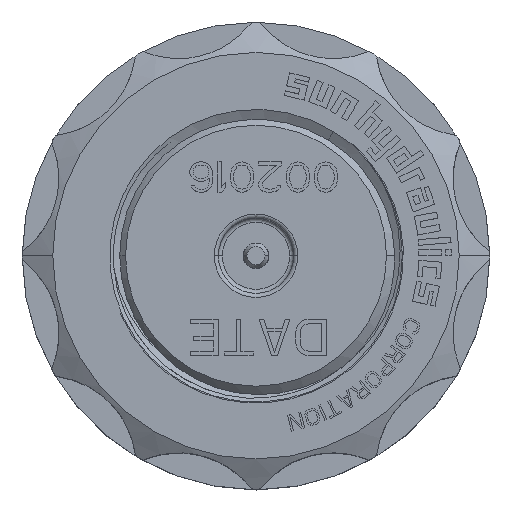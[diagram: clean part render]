
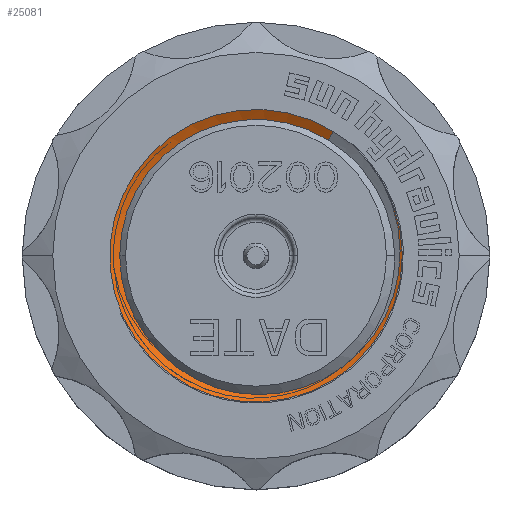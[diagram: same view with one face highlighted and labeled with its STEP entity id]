
A CAD part, top view. The second image highlights one B-rep face of the part: STEP entity #25081.
In plain terms, the highlighted conical face has half-angle 60 degrees and reference radius 8.83 mm.
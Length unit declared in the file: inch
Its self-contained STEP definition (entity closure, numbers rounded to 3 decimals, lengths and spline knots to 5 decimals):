
#20=CARTESIAN_POINT('',(0.27717,0.22974,8.417));
#22=CARTESIAN_POINT('',(0.19092,0.30521,8.417));
#2936=CARTESIAN_POINT('',(-0.2352,-0.23893,
8.40273));
#2938=CARTESIAN_POINT('',(0.,0.,8.40273));
#2939=DIRECTION('',(0.,0.,1.));
#2940=DIRECTION('',(-1.,0.,0.));
#2941=AXIS2_PLACEMENT_3D('',#2938,#2939,#2940);
#2993=CARTESIAN_POINT('',(-0.2352,-0.23893,
8.40273));
#2994=CARTESIAN_POINT('',(-0.23043,-0.24386,
8.40282));
#2995=CARTESIAN_POINT('',(-0.22059,-0.25343,
8.40301));
#2996=CARTESIAN_POINT('',(-0.20495,-0.26687,
8.4033));
#2997=CARTESIAN_POINT('',(-0.18848,-0.27934,
8.40359));
#2998=CARTESIAN_POINT('',(-0.17129,-0.29078,
8.40388));
#2999=CARTESIAN_POINT('',(-0.15338,-0.30117,
8.40416));
#3000=CARTESIAN_POINT('',(-0.13486,-0.31045,
8.40445));
#3001=CARTESIAN_POINT('',(-0.1158,-0.31858,
8.40474));
#3002=CARTESIAN_POINT('',(-0.09622,-0.32555,
8.40503));
#3003=CARTESIAN_POINT('',(-0.07627,-0.3313,
8.40531));
#3004=CARTESIAN_POINT('',(-0.05596,-0.33584,
8.4056));
#3005=CARTESIAN_POINT('',(-0.03539,-0.33912,
8.40589));
#3006=CARTESIAN_POINT('',(-0.01465,-0.34115,
8.40617));
#3007=CARTESIAN_POINT('',(0.00623,-0.3419,
8.40646));
#3008=CARTESIAN_POINT('',(0.0271,-0.34138,
8.40675));
#3009=CARTESIAN_POINT('',(0.04795,-0.33958,
8.40703));
#3010=CARTESIAN_POINT('',(0.06868,-0.33651,
8.40732));
#3011=CARTESIAN_POINT('',(0.08917,-0.33218,
8.40761));
#3012=CARTESIAN_POINT('',(0.10942,-0.3266,
8.40789));
#3013=CARTESIAN_POINT('',(0.12928,-0.31979,
8.40818));
#3014=CARTESIAN_POINT('',(0.14872,-0.31178,
8.40847));
#3015=CARTESIAN_POINT('',(0.16768,-0.30257,
8.40875));
#3016=CARTESIAN_POINT('',(0.18602,-0.29224,
8.40904));
#3017=CARTESIAN_POINT('',(0.20376,-0.28078,
8.40932));
#3018=CARTESIAN_POINT('',(0.22077,-0.26825,
8.40961));
#3019=CARTESIAN_POINT('',(0.23699,-0.25471,
8.40989));
#3020=CARTESIAN_POINT('',(0.2524,-0.24016,
8.41018));
#3021=CARTESIAN_POINT('',(0.26688,-0.22473,
8.41046));
#3022=CARTESIAN_POINT('',(0.28044,-0.2084,
8.41075));
#3023=CARTESIAN_POINT('',(0.29299,-0.19125,
8.41104));
#3024=CARTESIAN_POINT('',(0.30447,-0.17339,
8.41132));
#3025=CARTESIAN_POINT('',(0.31488,-0.1548,
8.41161));
#3026=CARTESIAN_POINT('',(0.32413,-0.13563,
8.41189));
#3027=CARTESIAN_POINT('',(0.33222,-0.1159,
8.41217));
#3028=CARTESIAN_POINT('',(0.33911,-0.09568,
8.41246));
#3029=CARTESIAN_POINT('',(0.34476,-0.07509,
8.41274));
#3030=CARTESIAN_POINT('',(0.34916,-0.05414,
8.41303));
#3031=CARTESIAN_POINT('',(0.35229,-0.03296,
8.41331));
#3032=CARTESIAN_POINT('',(0.35413,-0.01161,
8.4136));
#3033=CARTESIAN_POINT('',(0.35468,0.00986,
8.41388));
#3034=CARTESIAN_POINT('',(0.35392,0.03131,
8.41416));
#3035=CARTESIAN_POINT('',(0.35187,0.05273,
8.41445));
#3036=CARTESIAN_POINT('',(0.34852,0.074,
8.41473));
#3037=CARTESIAN_POINT('',(0.34389,0.09502,
8.41502));
#3038=CARTESIAN_POINT('',(0.33799,0.11579,
8.4153));
#3039=CARTESIAN_POINT('',(0.33084,0.13615,
8.41558));
#3040=CARTESIAN_POINT('',(0.32247,0.15608,
8.41587));
#3041=CARTESIAN_POINT('',(0.31289,0.1755,
8.41615));
#3042=CARTESIAN_POINT('',(0.30216,0.19429,
8.41643));
#3043=CARTESIAN_POINT('',(0.29029,0.21246,
8.41672));
#3044=CARTESIAN_POINT('',(0.28166,0.22406,
8.41691));
#3045=CARTESIAN_POINT('',(0.27717,0.22974,8.417));
#3047=CARTESIAN_POINT('',(0.,0.,8.417));
#3048=DIRECTION('',(0.,0.,-1.));
#3049=DIRECTION('',(0.77,0.638,0.));
#3050=AXIS2_PLACEMENT_3D('',#3047,#3048,#3049);
#3052=DIRECTION('',(0.459,0.734,0.5));
#3053=VECTOR('',#3052,0.02855);
#3054=CARTESIAN_POINT('',(0.1778,0.28425,
8.40273));
#3055=LINE('',#3054,#3053);
#3056=CARTESIAN_POINT('',(0.1778,0.28425,
8.40273));
#3082=CARTESIAN_POINT('',(0.,0.,8.40273));
#3083=DIRECTION('',(0.,0.,1.));
#3084=DIRECTION('',(0.53,0.848,0.));
#3085=AXIS2_PLACEMENT_3D('',#3082,#3083,#3084);
#20568=VERTEX_POINT('',#20);
#20569=VERTEX_POINT('',#22);
#22371=VERTEX_POINT('',#3056);
#22373=CARTESIAN_POINT('',(-0.33527,0.,8.40273));
#22374=VERTEX_POINT('',#22373);
#22376=VERTEX_POINT('',#2936);
#25067=CARTESIAN_POINT('',(0.,0.,8.40986));
#25068=DIRECTION('',(0.,0.,1.));
#25069=DIRECTION('',(-1.,0.,0.));
#25070=AXIS2_PLACEMENT_3D('',#25067,#25068,#25069);
#25071=CONICAL_SURFACE('',#25070,0.34764,60.);
#25073=ORIENTED_EDGE('',*,*,#25072,.T.);
#25074=ORIENTED_EDGE('',*,*,#25053,.T.);
#25075=ORIENTED_EDGE('',*,*,#25025,.T.);
#25076=ORIENTED_EDGE('',*,*,#22949,.T.);
#25078=ORIENTED_EDGE('',*,*,#25077,.F.);
#25079=EDGE_LOOP('',(#25073,#25074,#25075,#25076,#25078));
#25080=FACE_OUTER_BOUND('',#25079,.F.);
#25081=ADVANCED_FACE('',(#25080),#25071,.F.);
#2942=CIRCLE('',#2941,0.33527);
#3046=B_SPLINE_CURVE_WITH_KNOTS('',3,(#2993,#2994,#2995,#2996,#2997,#2998,#2999,
#3000,#3001,#3002,#3003,#3004,#3005,#3006,#3007,#3008,#3009,#3010,#3011,#3012,
#3013,#3014,#3015,#3016,#3017,#3018,#3019,#3020,#3021,#3022,#3023,#3024,#3025,
#3026,#3027,#3028,#3029,#3030,#3031,#3032,#3033,#3034,#3035,#3036,#3037,#3038,
#3039,#3040,#3041,#3042,#3043,#3044,#3045),.UNSPECIFIED.,.F.,.F.,(4,1,1,1,1,1,1,
1,1,1,1,1,1,1,1,1,1,1,1,1,1,1,1,1,1,1,1,1,1,1,1,1,1,1,1,1,1,1,1,1,1,1,1,1,1,1,1,
1,1,1,4),(0.,0.02,0.04,0.06,0.08,0.1,0.12,0.14,0.16,0.18,0.2,
0.22,0.24,0.26,0.28,0.3,0.32,0.34,0.36,0.38,0.4,0.42,
0.44,0.46,0.48,0.5,0.52,0.54,0.56,0.58,0.6,0.62,0.64,
0.66,0.68,0.7,0.72,0.74,0.76,0.78,0.8,0.82,0.84,0.86,
0.88,0.9,0.92,0.94,0.96,0.98,1.),.UNSPECIFIED.);
#3051=CIRCLE('',#3050,0.36);
#3086=CIRCLE('',#3085,0.33527);
#22949=EDGE_CURVE('',#20568,#20569,#3051,.T.);
#25025=EDGE_CURVE('',#22376,#20568,#3046,.T.);
#25053=EDGE_CURVE('',#22374,#22376,#2942,.T.);
#25072=EDGE_CURVE('',#22371,#22374,#3086,.T.);
#25077=EDGE_CURVE('',#22371,#20569,#3055,.T.);
